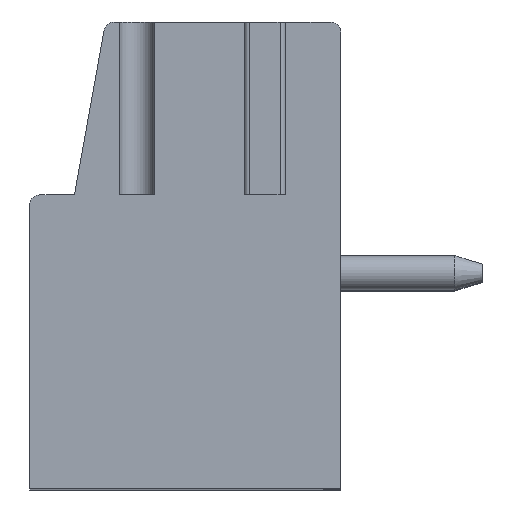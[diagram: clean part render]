
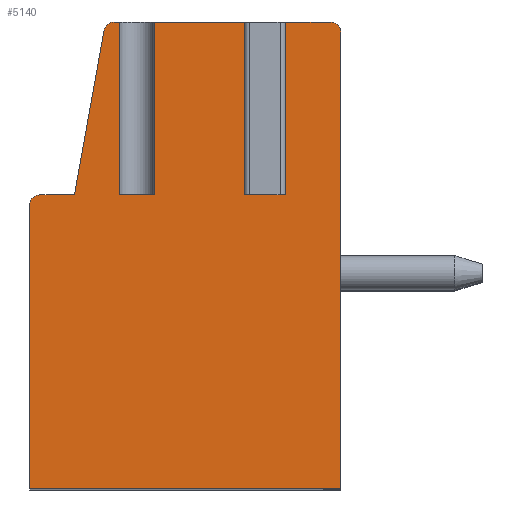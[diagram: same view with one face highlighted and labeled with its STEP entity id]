
A CAD part, top view. The second image highlights one B-rep face of the part: STEP entity #5140.
In plain terms, the highlighted planar face has unit normal (0, 0, 1).
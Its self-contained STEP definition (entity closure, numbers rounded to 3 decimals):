
#52=DIRECTION('',(1.,0.,0.));
#53=VECTOR('',#52,1.);
#54=CARTESIAN_POINT('',(-1.9,3.36,17.5));
#55=LINE('',#54,#53);
#56=DIRECTION('',(0.,1.,0.));
#57=VECTOR('',#56,5.);
#58=CARTESIAN_POINT('',(-0.9,3.36,17.5));
#59=LINE('',#58,#57);
#60=DIRECTION('',(-1.,0.,0.));
#61=VECTOR('',#60,2.8);
#62=CARTESIAN_POINT('',(1.9,8.36,17.5));
#63=LINE('',#62,#61);
#64=DIRECTION('',(0.,1.,0.));
#65=VECTOR('',#64,5.);
#66=CARTESIAN_POINT('',(1.9,3.36,17.5));
#67=LINE('',#66,#65);
#68=DIRECTION('',(1.,0.,0.));
#69=VECTOR('',#68,0.8);
#70=CARTESIAN_POINT('',(1.9,3.36,17.5));
#71=LINE('',#70,#69);
#72=DIRECTION('',(0.,1.,0.));
#73=VECTOR('',#72,5.);
#74=CARTESIAN_POINT('',(2.7,3.36,17.5));
#75=LINE('',#74,#73);
#76=DIRECTION('',(-1.,0.,0.));
#77=VECTOR('',#76,1.5);
#78=CARTESIAN_POINT('',(4.2,8.36,17.5));
#79=LINE('',#78,#77);
#80=CARTESIAN_POINT('',(4.2,8.06,17.5));
#81=DIRECTION('',(0.,0.,1.));
#82=DIRECTION('',(1.,0.,0.));
#83=AXIS2_PLACEMENT_3D('',#80,#81,#82);
#85=DIRECTION('',(0.,1.,0.));
#86=VECTOR('',#85,13.2);
#87=CARTESIAN_POINT('',(4.5,-5.14,17.5));
#88=LINE('',#87,#86);
#89=DIRECTION('',(1.,0.,0.));
#90=VECTOR('',#89,9.);
#91=CARTESIAN_POINT('',(-4.5,-5.14,17.5));
#92=LINE('',#91,#90);
#93=DIRECTION('',(0.,-1.,0.));
#94=VECTOR('',#93,8.2);
#95=CARTESIAN_POINT('',(-4.5,3.06,17.5));
#96=LINE('',#95,#94);
#97=CARTESIAN_POINT('',(-4.2,3.06,17.5));
#98=DIRECTION('',(0.,0.,1.));
#99=DIRECTION('',(0.,1.,0.));
#100=AXIS2_PLACEMENT_3D('',#97,#98,#99);
#102=DIRECTION('',(-1.,0.,0.));
#103=VECTOR('',#102,1.);
#104=CARTESIAN_POINT('',(-3.2,3.36,17.5));
#105=LINE('',#104,#103);
#106=DIRECTION('',(-0.177,-0.984,0.));
#107=VECTOR('',#106,4.829);
#108=CARTESIAN_POINT('',(-2.345,8.113,17.5));
#109=LINE('',#108,#107);
#110=CARTESIAN_POINT('',(-2.05,8.06,17.5));
#111=DIRECTION('',(0.,0.,1.));
#112=DIRECTION('',(0.,1.,0.));
#113=AXIS2_PLACEMENT_3D('',#110,#111,#112);
#115=DIRECTION('',(-1.,0.,0.));
#116=VECTOR('',#115,0.15);
#117=CARTESIAN_POINT('',(-1.9,8.36,17.5));
#118=LINE('',#117,#116);
#119=DIRECTION('',(0.,1.,0.));
#120=VECTOR('',#119,5.);
#121=CARTESIAN_POINT('',(-1.9,3.36,17.5));
#122=LINE('',#121,#120);
#3986=CARTESIAN_POINT('',(4.5,-5.14,17.5));
#3987=CARTESIAN_POINT('',(4.5,8.06,17.5));
#3988=VERTEX_POINT('',#3986);
#3989=VERTEX_POINT('',#3987);
#3990=CARTESIAN_POINT('',(4.2,8.36,17.5));
#3991=VERTEX_POINT('',#3990);
#3992=CARTESIAN_POINT('',(-2.05,8.36,17.5));
#3993=CARTESIAN_POINT('',(-2.345,8.113,17.5));
#3994=VERTEX_POINT('',#3992);
#3995=VERTEX_POINT('',#3993);
#3996=CARTESIAN_POINT('',(-3.2,3.36,17.5));
#3997=VERTEX_POINT('',#3996);
#3998=CARTESIAN_POINT('',(-4.2,3.36,17.5));
#3999=VERTEX_POINT('',#3998);
#4000=CARTESIAN_POINT('',(-4.5,3.06,17.5));
#4001=VERTEX_POINT('',#4000);
#4002=CARTESIAN_POINT('',(-4.5,-5.14,17.5));
#4003=VERTEX_POINT('',#4002);
#4291=CARTESIAN_POINT('',(1.9,3.36,17.5));
#4292=CARTESIAN_POINT('',(2.7,3.36,17.5));
#4293=VERTEX_POINT('',#4291);
#4294=VERTEX_POINT('',#4292);
#4295=CARTESIAN_POINT('',(2.7,8.36,17.5));
#4296=VERTEX_POINT('',#4295);
#4297=CARTESIAN_POINT('',(1.9,8.36,17.5));
#4298=VERTEX_POINT('',#4297);
#4319=CARTESIAN_POINT('',(-1.9,3.36,17.5));
#4320=CARTESIAN_POINT('',(-0.9,3.36,17.5));
#4321=VERTEX_POINT('',#4319);
#4322=VERTEX_POINT('',#4320);
#4323=CARTESIAN_POINT('',(-0.9,8.36,17.5));
#4324=VERTEX_POINT('',#4323);
#4325=CARTESIAN_POINT('',(-1.9,8.36,17.5));
#4326=VERTEX_POINT('',#4325);
#5099=CARTESIAN_POINT('',(0.,0.,17.5));
#5100=DIRECTION('',(0.,0.,1.));
#5101=DIRECTION('',(1.,0.,0.));
#5102=AXIS2_PLACEMENT_3D('',#5099,#5100,#5101);
#5103=PLANE('',#5102);
#5105=ORIENTED_EDGE('',*,*,#5104,.T.);
#5107=ORIENTED_EDGE('',*,*,#5106,.T.);
#5109=ORIENTED_EDGE('',*,*,#5108,.F.);
#5111=ORIENTED_EDGE('',*,*,#5110,.F.);
#5113=ORIENTED_EDGE('',*,*,#5112,.T.);
#5115=ORIENTED_EDGE('',*,*,#5114,.T.);
#5117=ORIENTED_EDGE('',*,*,#5116,.F.);
#5119=ORIENTED_EDGE('',*,*,#5118,.F.);
#5121=ORIENTED_EDGE('',*,*,#5120,.F.);
#5123=ORIENTED_EDGE('',*,*,#5122,.F.);
#5125=ORIENTED_EDGE('',*,*,#5124,.F.);
#5127=ORIENTED_EDGE('',*,*,#5126,.F.);
#5129=ORIENTED_EDGE('',*,*,#5128,.F.);
#5131=ORIENTED_EDGE('',*,*,#5130,.F.);
#5133=ORIENTED_EDGE('',*,*,#5132,.F.);
#5135=ORIENTED_EDGE('',*,*,#5134,.F.);
#5137=ORIENTED_EDGE('',*,*,#5136,.F.);
#5138=EDGE_LOOP('',(#5105,#5107,#5109,#5111,#5113,#5115,#5117,#5119,#5121,#5123,
#5125,#5127,#5129,#5131,#5133,#5135,#5137));
#5139=FACE_OUTER_BOUND('',#5138,.F.);
#84=CIRCLE('',#83,0.3);
#101=CIRCLE('',#100,0.3);
#114=CIRCLE('',#113,0.3);
#5104=EDGE_CURVE('',#4321,#4322,#55,.T.);
#5106=EDGE_CURVE('',#4322,#4324,#59,.T.);
#5108=EDGE_CURVE('',#4298,#4324,#63,.T.);
#5110=EDGE_CURVE('',#4293,#4298,#67,.T.);
#5112=EDGE_CURVE('',#4293,#4294,#71,.T.);
#5114=EDGE_CURVE('',#4294,#4296,#75,.T.);
#5116=EDGE_CURVE('',#3991,#4296,#79,.T.);
#5118=EDGE_CURVE('',#3989,#3991,#84,.T.);
#5120=EDGE_CURVE('',#3988,#3989,#88,.T.);
#5122=EDGE_CURVE('',#4003,#3988,#92,.T.);
#5124=EDGE_CURVE('',#4001,#4003,#96,.T.);
#5126=EDGE_CURVE('',#3999,#4001,#101,.T.);
#5128=EDGE_CURVE('',#3997,#3999,#105,.T.);
#5130=EDGE_CURVE('',#3995,#3997,#109,.T.);
#5132=EDGE_CURVE('',#3994,#3995,#114,.T.);
#5134=EDGE_CURVE('',#4326,#3994,#118,.T.);
#5136=EDGE_CURVE('',#4321,#4326,#122,.T.);
#5140=ADVANCED_FACE('',(#5139),#5103,.T.);
